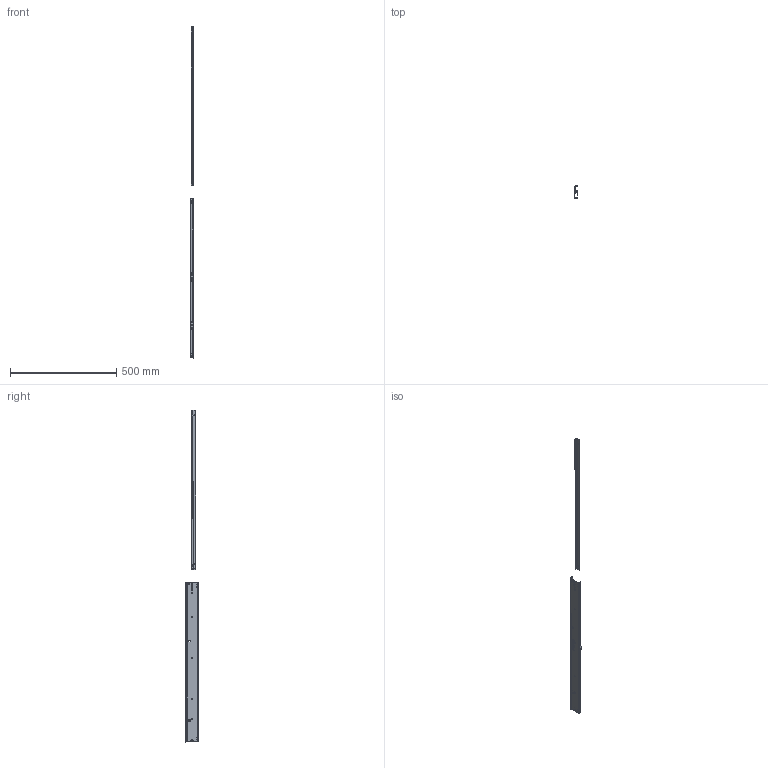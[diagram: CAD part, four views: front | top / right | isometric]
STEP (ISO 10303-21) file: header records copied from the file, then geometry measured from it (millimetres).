
FILE_DESCRIPTION (( 'STEP AP214' ), '1' );
FILE_NAME ('CS# 790.750-GA.054_open.STEP', '2023-04-21T08:25:02', ( '' ), ( '' ), 'SwSTEP 2.0', 'SolidWorks 2020', '' );
FILE_SCHEMA (( 'AUTOMOTIVE_DESIGN' ));
Length unit declared in the file: millimetre
Products named in the file (6): CS# 790.750-GA.054_open; CS# 785.XXX-01.0000_NL 750; PG-033; CS# 785.XXX-03.S049_NL 750
Assembly tree (5 placements, depth 3):
  CS# 790.750-GA.054_open
    CS# 785.XXX-01.0000_NL 750
      CS# 785.XXX-01.0000_NL 750
      PG-033
    CS# 785.XXX-03.S049_NL 750
      CS# 785.XXX-03.S049_NL 750
Bounding box: 18 x 62.5 x 1559.99 mm (x, y, z)
Volume: 135141 mm3; surface area: 186555.4 mm2
Topology: 3 solids, 3 shells, 1143 faces, 2928 edges, 1808 vertices
Faces by surface type: plane 451, bspline 266, cylinder 246, cone 87, torus 72, sphere 21
Entity records: 53057 total; most frequent: CARTESIAN_POINT 22716, ORIENTED_EDGE 5800, DIRECTION 4637, EDGE_CURVE 2900, VERTEX_POINT 1808, AXIS2_PLACEMENT_3D 1609, VECTOR 1419, LINE 1419
